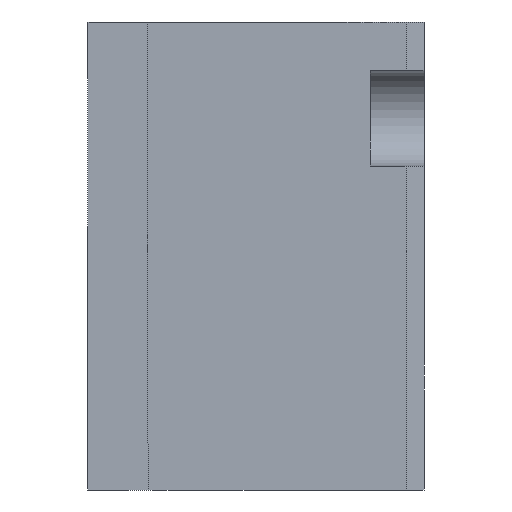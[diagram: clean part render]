
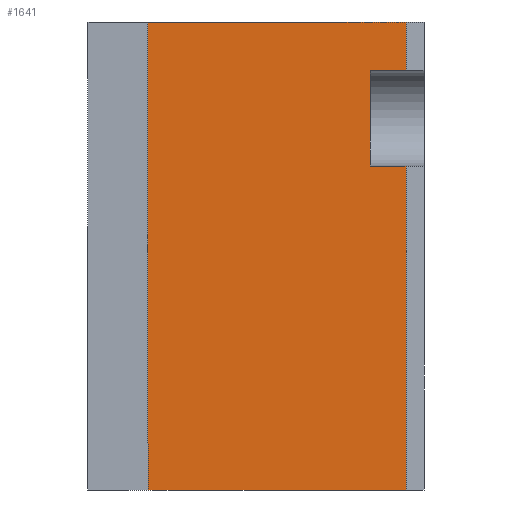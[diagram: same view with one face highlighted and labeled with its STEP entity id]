
A CAD part, left-side view. The second image highlights one B-rep face of the part: STEP entity #1641.
In plain terms, the highlighted planar face has unit normal (-1, 0, 0).
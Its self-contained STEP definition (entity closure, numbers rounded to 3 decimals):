
#198=FACE_OUTER_BOUND('',#304,.T.);
#304=EDGE_LOOP('',(#1296,#1297,#1298,#1299,#1300,#1301,#1302,#1303));
#409=LINE('',#2547,#566);
#437=LINE('',#2608,#594);
#442=LINE('',#2617,#599);
#467=LINE('',#2778,#624);
#468=LINE('',#2780,#625);
#469=LINE('',#2782,#626);
#470=LINE('',#2784,#627);
#471=LINE('',#2785,#628);
#566=VECTOR('',#2043,10.);
#594=VECTOR('',#2085,10.);
#599=VECTOR('',#2094,10.);
#624=VECTOR('',#2171,10.);
#625=VECTOR('',#2174,10.);
#626=VECTOR('',#2175,10.);
#627=VECTOR('',#2176,10.);
#628=VECTOR('',#2177,10.);
#723=VERTEX_POINT('',#2544);
#724=VERTEX_POINT('',#2546);
#749=VERTEX_POINT('',#2605);
#750=VERTEX_POINT('',#2607);
#752=VERTEX_POINT('',#2615);
#778=VERTEX_POINT('',#2776);
#779=VERTEX_POINT('',#2781);
#780=VERTEX_POINT('',#2783);
#894=EDGE_CURVE('',#724,#723,#409,.T.);
#926=EDGE_CURVE('',#750,#749,#437,.T.);
#931=EDGE_CURVE('',#723,#752,#442,.T.);
#971=EDGE_CURVE('',#778,#750,#467,.T.);
#972=EDGE_CURVE('',#749,#724,#468,.T.);
#973=EDGE_CURVE('',#752,#779,#469,.T.);
#974=EDGE_CURVE('',#779,#780,#470,.T.);
#975=EDGE_CURVE('',#780,#778,#471,.T.);
#1296=ORIENTED_EDGE('',*,*,#972,.T.);
#1297=ORIENTED_EDGE('',*,*,#894,.T.);
#1298=ORIENTED_EDGE('',*,*,#931,.T.);
#1299=ORIENTED_EDGE('',*,*,#973,.T.);
#1300=ORIENTED_EDGE('',*,*,#974,.T.);
#1301=ORIENTED_EDGE('',*,*,#975,.T.);
#1302=ORIENTED_EDGE('',*,*,#971,.T.);
#1303=ORIENTED_EDGE('',*,*,#926,.T.);
#1571=PLANE('',#1830);
#1641=ADVANCED_FACE('',(#198),#1571,.T.);
#1830=AXIS2_PLACEMENT_3D('',#2779,#2172,#2173);
#2043=DIRECTION('',(0.,-1.,0.));
#2085=DIRECTION('',(0.,1.,0.));
#2094=DIRECTION('',(0.,0.,1.));
#2171=DIRECTION('',(0.,0.,1.));
#2172=DIRECTION('center_axis',(-1.,0.,0.));
#2173=DIRECTION('ref_axis',(0.,0.,1.));
#2174=DIRECTION('',(0.,0.,-1.));
#2175=DIRECTION('',(0.,1.,0.));
#2176=DIRECTION('',(0.,0.,1.));
#2177=DIRECTION('',(0.,-1.,0.));
#2544=CARTESIAN_POINT('',(-21.,-12.5,-19.5));
#2546=CARTESIAN_POINT('',(-21.,9.,-19.5));
#2547=CARTESIAN_POINT('',(-21.,-14.,-19.5));
#2605=CARTESIAN_POINT('',(-21.,9.,19.5));
#2607=CARTESIAN_POINT('',(-21.,-12.5,19.5));
#2608=CARTESIAN_POINT('',(-21.,-14.,19.5));
#2615=CARTESIAN_POINT('',(-21.,-12.5,7.5));
#2617=CARTESIAN_POINT('',(-21.,-12.5,9.75));
#2776=CARTESIAN_POINT('',(-21.,-12.5,15.5));
#2778=CARTESIAN_POINT('',(-21.,-12.5,9.75));
#2779=CARTESIAN_POINT('Origin',(-21.,-14.,0.));
#2780=CARTESIAN_POINT('',(-21.,9.,-9.75));
#2781=CARTESIAN_POINT('',(-21.,-9.5,7.5));
#2782=CARTESIAN_POINT('',(-21.,-14.,7.5));
#2783=CARTESIAN_POINT('',(-21.,-9.5,15.5));
#2784=CARTESIAN_POINT('',(-21.,-9.5,5.75));
#2785=CARTESIAN_POINT('',(-21.,-14.,15.5));
